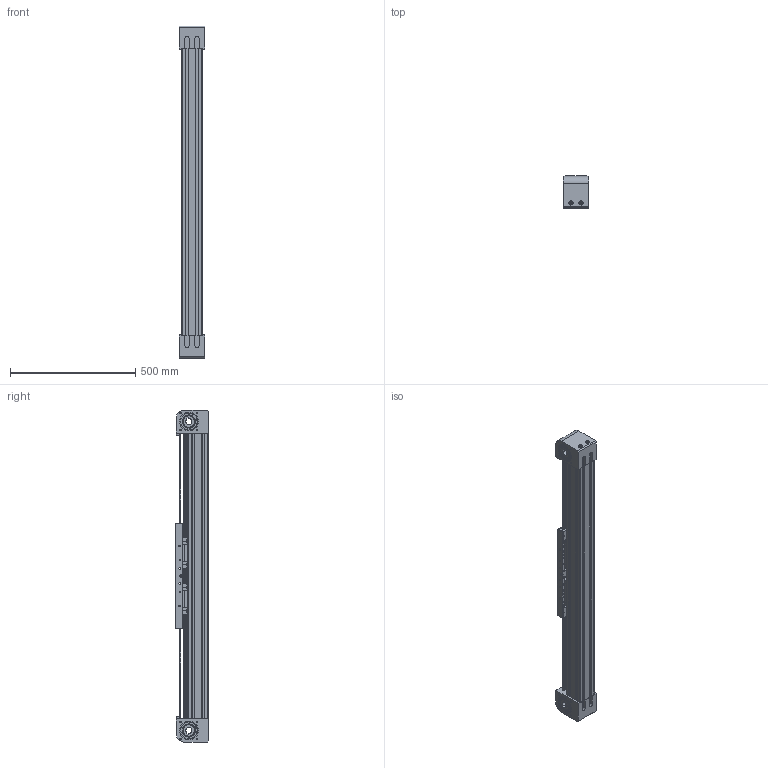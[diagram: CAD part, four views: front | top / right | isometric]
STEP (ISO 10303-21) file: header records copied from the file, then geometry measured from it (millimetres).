
FILE_DESCRIPTION (( 'STEP AP214' ), '1' );
FILE_NAME ('BLM80-700.STEP', '2023-03-14T07:11:28', ( '' ), ( '' ), 'SwSTEP 2.0', 'SolidWorks 2023', '' );
FILE_SCHEMA (( 'AUTOMOTIVE_DESIGN' ));
Length unit declared in the file: millimetre
Products named in the file (1): BLM80-700
Bounding box: 100 x 130 x 1324 mm (x, y, z)
Volume: 9404063.5 mm3; surface area: 1517406.4 mm2
Topology: 49 solids, 57 shells, 3630 faces, 9981 edges, 6509 vertices
Faces by surface type: plane 1890, cylinder 1412, torus 152, sphere 100, cone 52, bspline 24
Entity records: 160489 total; most frequent: CARTESIAN_POINT 26477, DIRECTION 20044, ORIENTED_EDGE 19354, EDGE_CURVE 9677, AXIS2_PLACEMENT_3D 7046, VERTEX_POINT 6317, VECTOR 5952, LINE 5952
